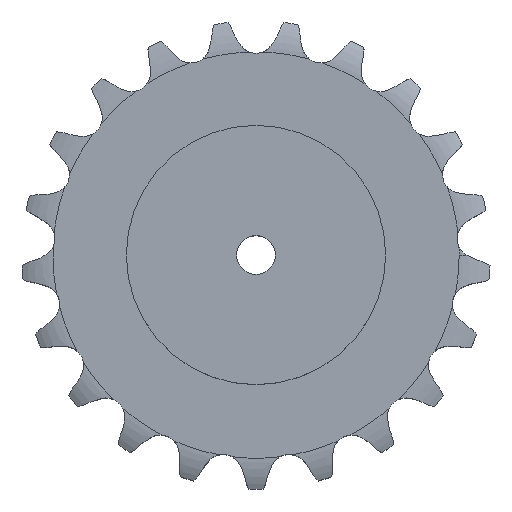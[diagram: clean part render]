
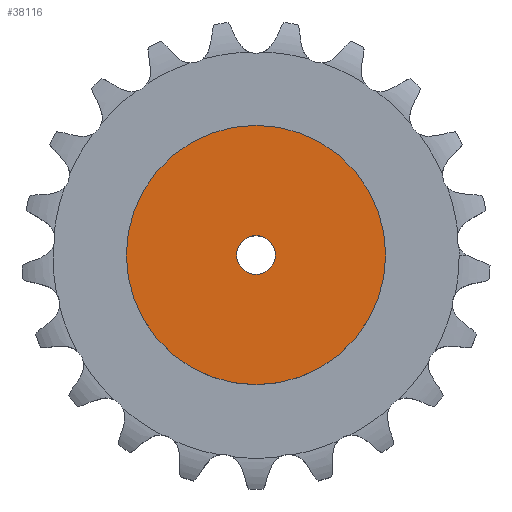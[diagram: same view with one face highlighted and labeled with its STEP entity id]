
A CAD part, top view. The second image highlights one B-rep face of the part: STEP entity #38116.
In plain terms, the highlighted planar face has unit normal (0, 0, 1).
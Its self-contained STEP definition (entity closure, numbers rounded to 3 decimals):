
#20386 = CYLINDRICAL_SURFACE('',#20387,15.);
#20387 = AXIS2_PLACEMENT_3D('',#20388,#20389,#20390);
#20388 = CARTESIAN_POINT('',(0.,0.,567.496));
#20389 = DIRECTION('',(0.,0.,1.));
#20390 = DIRECTION('',(1.,0.,0.));
#25813 = EDGE_CURVE('',#25814,#25814,#25816,.T.);
#25814 = VERTEX_POINT('',#25815);
#25815 = CARTESIAN_POINT('',(15.,0.,120.));
#25816 = SURFACE_CURVE('',#25817,(#25822,#25829),.PCURVE_S1.);
#25817 = CIRCLE('',#25818,15.);
#25818 = AXIS2_PLACEMENT_3D('',#25819,#25820,#25821);
#25819 = CARTESIAN_POINT('',(0.,0.,120.));
#25820 = DIRECTION('',(0.,0.,1.));
#25821 = DIRECTION('',(1.,0.,0.));
#25822 = PCURVE('',#20386,#25823);
#25823 = DEFINITIONAL_REPRESENTATION('',(#25824),#25828);
#25824 = LINE('',#25825,#25826);
#25825 = CARTESIAN_POINT('',(0.,-447.496));
#25826 = VECTOR('',#25827,1.);
#25827 = DIRECTION('',(1.,0.));
#25828 = ( GEOMETRIC_REPRESENTATION_CONTEXT(2) 
PARAMETRIC_REPRESENTATION_CONTEXT() REPRESENTATION_CONTEXT('2D SPACE',''
  ) );
#25829 = PCURVE('',#25830,#25835);
#25830 = PLANE('',#25831);
#25831 = AXIS2_PLACEMENT_3D('',#25832,#25833,#25834);
#25832 = CARTESIAN_POINT('',(0.,0.,120.
    ));
#25833 = DIRECTION('',(0.,0.,1.));
#25834 = DIRECTION('',(1.,0.,0.));
#25835 = DEFINITIONAL_REPRESENTATION('',(#25836),#25840);
#25836 = CIRCLE('',#25837,15.);
#25837 = AXIS2_PLACEMENT_2D('',#25838,#25839);
#25838 = CARTESIAN_POINT('',(0.,0.));
#25839 = DIRECTION('',(1.,0.));
#25840 = ( GEOMETRIC_REPRESENTATION_CONTEXT(2) 
PARAMETRIC_REPRESENTATION_CONTEXT() REPRESENTATION_CONTEXT('2D SPACE',''
  ) );
#38116 = ADVANCED_FACE('',(#38117,#38148),#25830,.T.);
#38117 = FACE_BOUND('',#38118,.T.);
#38118 = EDGE_LOOP('',(#38119));
#38119 = ORIENTED_EDGE('',*,*,#38120,.T.);
#38120 = EDGE_CURVE('',#38121,#38121,#38123,.T.);
#38121 = VERTEX_POINT('',#38122);
#38122 = CARTESIAN_POINT('',(100.,0.,120.));
#38123 = SURFACE_CURVE('',#38124,(#38129,#38136),.PCURVE_S1.);
#38124 = CIRCLE('',#38125,100.);
#38125 = AXIS2_PLACEMENT_3D('',#38126,#38127,#38128);
#38126 = CARTESIAN_POINT('',(0.,0.,120.));
#38127 = DIRECTION('',(0.,0.,1.));
#38128 = DIRECTION('',(1.,0.,0.));
#38129 = PCURVE('',#25830,#38130);
#38130 = DEFINITIONAL_REPRESENTATION('',(#38131),#38135);
#38131 = CIRCLE('',#38132,100.);
#38132 = AXIS2_PLACEMENT_2D('',#38133,#38134);
#38133 = CARTESIAN_POINT('',(0.,0.));
#38134 = DIRECTION('',(1.,0.));
#38135 = ( GEOMETRIC_REPRESENTATION_CONTEXT(2) 
PARAMETRIC_REPRESENTATION_CONTEXT() REPRESENTATION_CONTEXT('2D SPACE',''
  ) );
#38136 = PCURVE('',#38137,#38142);
#38137 = CYLINDRICAL_SURFACE('',#38138,100.);
#38138 = AXIS2_PLACEMENT_3D('',#38139,#38140,#38141);
#38139 = CARTESIAN_POINT('',(0.,0.,0.));
#38140 = DIRECTION('',(-0.,-0.,-1.));
#38141 = DIRECTION('',(1.,0.,0.));
#38142 = DEFINITIONAL_REPRESENTATION('',(#38143),#38147);
#38143 = LINE('',#38144,#38145);
#38144 = CARTESIAN_POINT('',(-0.,-120.));
#38145 = VECTOR('',#38146,1.);
#38146 = DIRECTION('',(-1.,0.));
#38147 = ( GEOMETRIC_REPRESENTATION_CONTEXT(2) 
PARAMETRIC_REPRESENTATION_CONTEXT() REPRESENTATION_CONTEXT('2D SPACE',''
  ) );
#38148 = FACE_BOUND('',#38149,.T.);
#38149 = EDGE_LOOP('',(#38150));
#38150 = ORIENTED_EDGE('',*,*,#25813,.F.);
